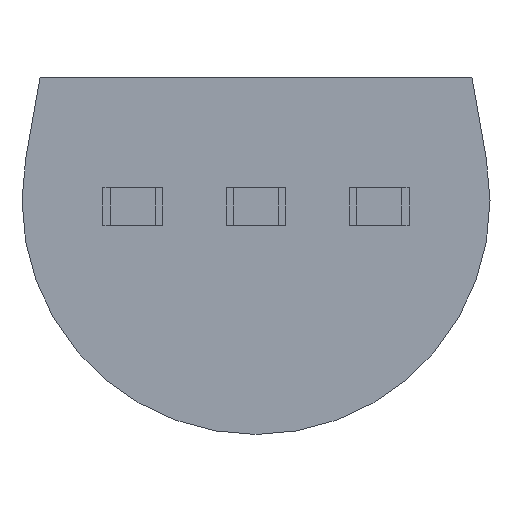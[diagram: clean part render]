
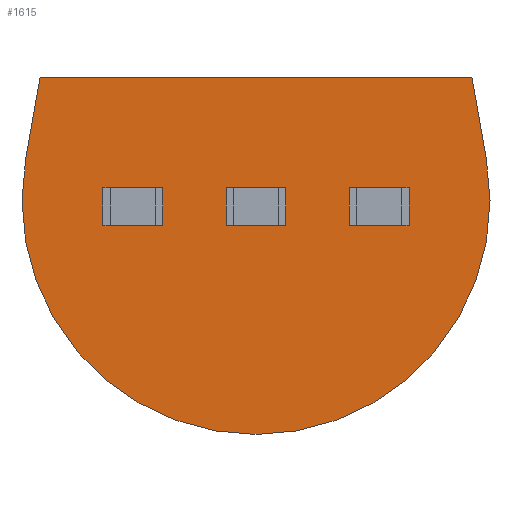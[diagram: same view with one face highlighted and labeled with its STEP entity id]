
A CAD part, front view. The second image highlights one B-rep face of the part: STEP entity #1615.
In plain terms, the highlighted planar face has unit normal (0, -1, 0).
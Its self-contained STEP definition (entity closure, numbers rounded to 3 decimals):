
#2 = EDGE_CURVE ( 'NONE', #1348, #816, #436, .T. ) ;
#63 = DIRECTION ( 'NONE',  ( 1., 0., 0. ) ) ;
#86 = CARTESIAN_POINT ( 'NONE',  ( 0., 4., -2.35 ) ) ;
#91 = DIRECTION ( 'NONE',  ( 0., 1., 0. ) ) ;
#112 = VECTOR ( 'NONE', #982, 1000. ) ;
#134 = CIRCLE ( 'NONE', #175, 2.413 ) ;
#136 = ORIENTED_EDGE ( 'NONE', *, *, #2, .F. ) ;
#175 = AXIS2_PLACEMENT_3D ( 'NONE', #1588, #243, #1061 ) ;
#243 = DIRECTION ( 'NONE',  ( 0., 1., 0. ) ) ;
#261 = EDGE_LOOP ( 'NONE', ( #627, #867, #1425, #136, #1218 ) ) ;
#300 = VERTEX_POINT ( 'NONE', #1315 ) ;
#318 = DIRECTION ( 'NONE',  ( 0., 0., 1. ) ) ;
#357 = CARTESIAN_POINT ( 'NONE',  ( 2.376, 4., 0.481 ) ) ;
#384 = PLANE ( 'NONE',  #1417 ) ;
#436 = LINE ( 'NONE', #1601, #983 ) ;
#447 = AXIS2_PLACEMENT_3D ( 'NONE', #1618, #527, #795 ) ;
#474 = CARTESIAN_POINT ( 'NONE',  ( 2.376, 4., 0.481 ) ) ;
#497 = CARTESIAN_POINT ( 'NONE',  ( 0., 4., 0.062 ) ) ;
#527 = DIRECTION ( 'NONE',  ( 0., 1., 0. ) ) ;
#572 = CARTESIAN_POINT ( 'NONE',  ( -2.226, 4., 1.33 ) ) ;
#604 = DIRECTION ( 'NONE',  ( 0.174, 0., 0.985 ) ) ;
#627 = ORIENTED_EDGE ( 'NONE', *, *, #1043, .F. ) ;
#643 = LINE ( 'NONE', #1358, #1153 ) ;
#656 = LINE ( 'NONE', #474, #112 ) ;
#716 = CIRCLE ( 'NONE', #447, 2.413 ) ;
#722 = FACE_OUTER_BOUND ( 'NONE', #261, .T. ) ;
#795 = DIRECTION ( 'NONE',  ( 0., 0., 1. ) ) ;
#809 = EDGE_CURVE ( 'NONE', #816, #300, #643, .T. ) ;
#816 = VERTEX_POINT ( 'NONE', #572 ) ;
#845 = VERTEX_POINT ( 'NONE', #357 ) ;
#867 = ORIENTED_EDGE ( 'NONE', *, *, #1462, .F. ) ;
#945 = EDGE_CURVE ( 'NONE', #1349, #1348, #716, .T. ) ;
#982 = DIRECTION ( 'NONE',  ( 0.174, 0., -0.985 ) ) ;
#983 = VECTOR ( 'NONE', #604, 1000. ) ;
#1043 = EDGE_CURVE ( 'NONE', #845, #1349, #134, .T. ) ;
#1061 = DIRECTION ( 'NONE',  ( 0., 0., 1. ) ) ;
#1153 = VECTOR ( 'NONE', #63, 1000. ) ;
#1218 = ORIENTED_EDGE ( 'NONE', *, *, #945, .F. ) ;
#1315 = CARTESIAN_POINT ( 'NONE',  ( 2.226, 4., 1.33 ) ) ;
#1348 = VERTEX_POINT ( 'NONE', #1510 ) ;
#1349 = VERTEX_POINT ( 'NONE', #86 ) ;
#1358 = CARTESIAN_POINT ( 'NONE',  ( -2.226, 4., 1.33 ) ) ;
#1417 = AXIS2_PLACEMENT_3D ( 'NONE', #497, #91, #318 ) ;
#1425 = ORIENTED_EDGE ( 'NONE', *, *, #809, .F. ) ;
#1462 = EDGE_CURVE ( 'NONE', #300, #845, #656, .T. ) ;
#1510 = CARTESIAN_POINT ( 'NONE',  ( -2.376, 4., 0.481 ) ) ;
#1588 = CARTESIAN_POINT ( 'NONE',  ( 0., 4., 0.062 ) ) ;
#1601 = CARTESIAN_POINT ( 'NONE',  ( -2.376, 4., 0.481 ) ) ;
#1615 = ADVANCED_FACE ( 'NONE', ( #722 ), #384, .F. ) ;
#1618 = CARTESIAN_POINT ( 'NONE',  ( 0., 4., 0.062 ) ) ;
